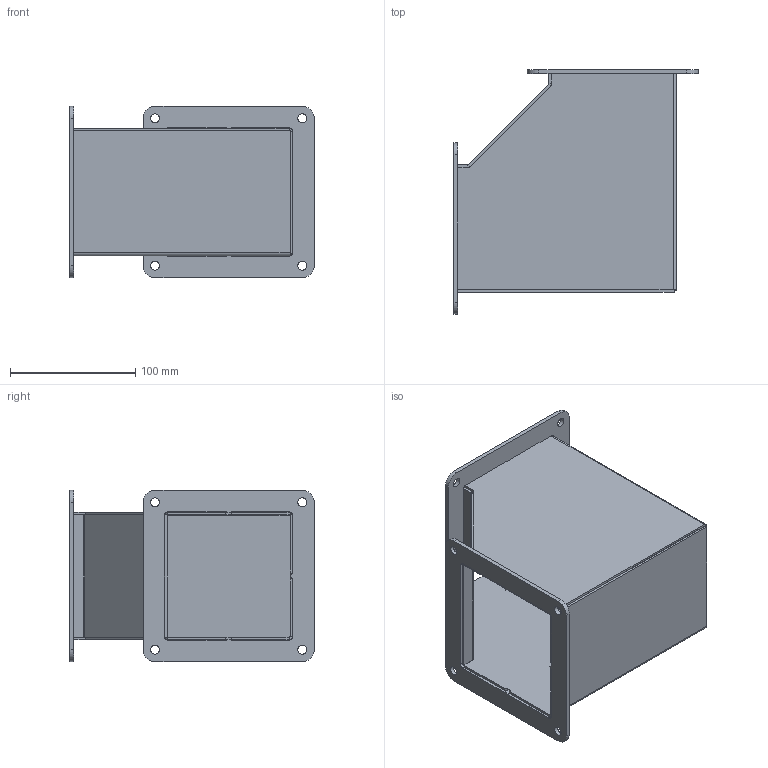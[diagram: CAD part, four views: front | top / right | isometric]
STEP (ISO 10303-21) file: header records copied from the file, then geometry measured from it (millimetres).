
FILE_DESCRIPTION((''),'2;1');
FILE_NAME('SSJWL904.stp','2013-01-02T08:21:26',('kadelman'),(''),'Autodesk Inventor 2012','Autodesk Inventor 2012','');
FILE_SCHEMA(('AUTOMOTIVE_DESIGN { 1 0 10303 214 1 1 1 1 }'));
Length unit declared in the file: inch
Products named in the file (5): SSJWL90-assm; SSJWL904FR; SSJWL904BB; SSJWL904S; SSJW4RINGP
Assembly tree (5 placements, depth 2):
  SSJWL90-assm
    SSJWL904FR
    SSJWL904BB
    SSJWL904S
    SSJW4RINGP  x2
Bounding box: 194.97 x 194.97 x 136.53 mm (x, y, z)
Volume: 235803.1 mm3; surface area: 239604.1 mm2
Topology: 5 solids, 5 shells, 142 faces, 364 edges, 232 vertices
Faces by surface type: plane 110, cylinder 32
Full cylindrical faces by diameter (mm): 7.144 x8
Entity records: 3516 total; most frequent: CARTESIAN_POINT 568, DIRECTION 555, ORIENTED_EDGE 546, EDGE_CURVE 273, VECTOR 233, LINE 233, VERTEX_POINT 174, AXIS2_PLACEMENT_3D 161
